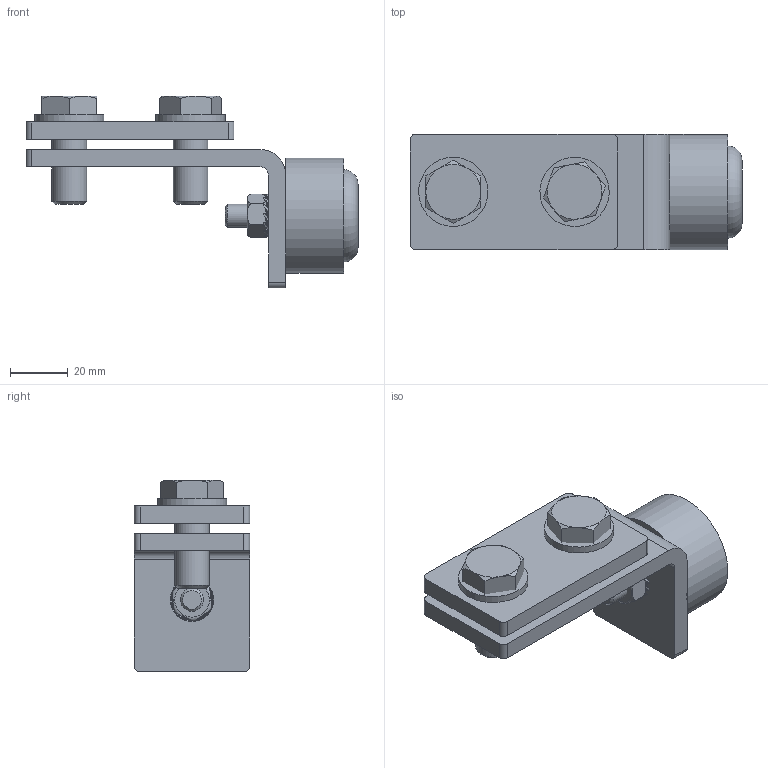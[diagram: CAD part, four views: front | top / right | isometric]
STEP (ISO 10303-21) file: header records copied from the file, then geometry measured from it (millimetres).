
FILE_DESCRIPTION(/* description */ ('Butée Longue INOXA2'),/* implementation_level */ '2;1');
FILE_NAME(/* name */ '9159XA2.stp',/* time_stamp */ '2019-08-23T08:28:16+02:00',/* author */ ('DIDIERR'),/* organization */ (''),/* preprocessor_version */ 'ST-DEVELOPER v17.2',/* originating_system */ 'Autodesk Inventor 2019',/* authorisation */ '');
FILE_SCHEMA (('AUTOMOTIVE_DESIGN { 1 0 10303 214 3 1 1 }'));
Products named in the file (9): 9159XA2; 22239; 22240; 12692; 04572; 09074; 06032; 04609; 09049
Assembly tree (10 placements, depth 2):
  9159XA2
    22239
    22240
    12692
    04572
    09074
    06032
    04609  x2
    09049  x2
Bounding box: 115 x 40 x 66.5 mm (x, y, z)
Volume: 88192 mm3; surface area: 34019.1 mm2
Topology: 10 solids, 10 shells, 918 faces, 2669 edges, 1778 vertices
Faces by surface type: cylinder 802, plane 89, cone 23, torus 4
Full cylindrical faces by diameter (mm): 6.647 x1, 7 x1, 8 x1, 8.4 x1, 8.5 x1, 10.106 x2, 11.053 x2, 11.63 x1, 12 x3, 12.5 x2, 13.3 x2, 17.2 x2, 24 x2, 40 x1
Entity records: 38812 total; most frequent: CARTESIAN_POINT 18812, ORIENTED_EDGE 5230, EDGE_CURVE 2615, DIRECTION 2520, B_SPLINE_CURVE_WITH_KNOTS 2156, VERTEX_POINT 1743, AXIS2_PLACEMENT_3D 1173, EDGE_LOOP 916
